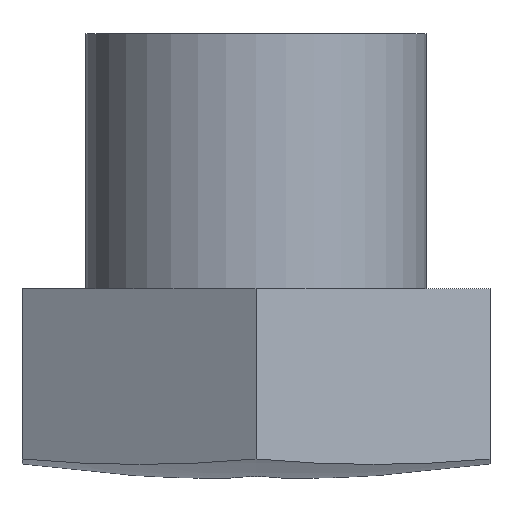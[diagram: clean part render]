
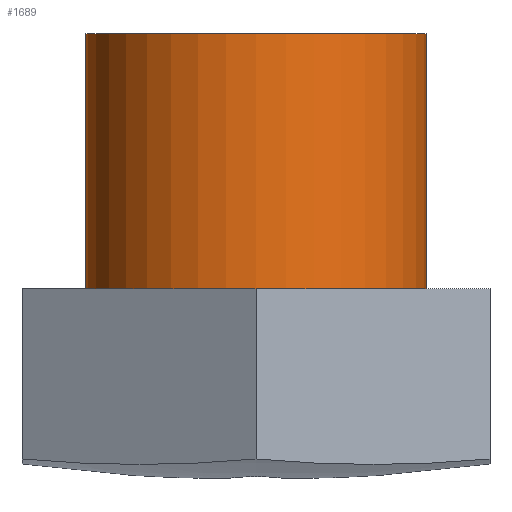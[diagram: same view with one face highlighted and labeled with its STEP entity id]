
A CAD part, left-side view. The second image highlights one B-rep face of the part: STEP entity #1689.
In plain terms, the highlighted cylindrical face has radius 4 mm (diameter 8 mm), a full revolution.
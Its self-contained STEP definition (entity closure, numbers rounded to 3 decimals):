
#14=FACE_BOUND('',#215,.T.);
#37=CYLINDRICAL_SURFACE('',#1800,4.);
#64=CIRCLE('',#1801,4.);
#65=CIRCLE('',#1802,4.);
#128=FACE_OUTER_BOUND('',#214,.T.);
#214=EDGE_LOOP('',(#1321));
#215=EDGE_LOOP('',(#1322));
#723=VERTEX_POINT('',#2800);
#724=VERTEX_POINT('',#2802);
#935=EDGE_CURVE('',#723,#723,#64,.T.);
#936=EDGE_CURVE('',#724,#724,#65,.T.);
#1321=ORIENTED_EDGE('',*,*,#935,.F.);
#1322=ORIENTED_EDGE('',*,*,#936,.F.);
#1689=ADVANCED_FACE('',(#128,#14),#37,.T.);
#1800=AXIS2_PLACEMENT_3D('',#2799,#2084,#2085);
#1801=AXIS2_PLACEMENT_3D('',#2801,#2086,#2087);
#1802=AXIS2_PLACEMENT_3D('',#2803,#2088,#2089);
#2084=DIRECTION('center_axis',(0.,0.,1.));
#2085=DIRECTION('ref_axis',(-1.,0.,0.));
#2086=DIRECTION('center_axis',(0.,0.,1.));
#2087=DIRECTION('ref_axis',(-1.,0.,0.));
#2088=DIRECTION('center_axis',(0.,0.,-1.));
#2089=DIRECTION('ref_axis',(-1.,0.,0.));
#2799=CARTESIAN_POINT('Origin',(0.,0.,4.));
#2800=CARTESIAN_POINT('',(4.,0.,10.));
#2801=CARTESIAN_POINT('Origin',(0.,0.,10.));
#2802=CARTESIAN_POINT('',(4.,0.,4.));
#2803=CARTESIAN_POINT('Origin',(0.,0.,4.));
